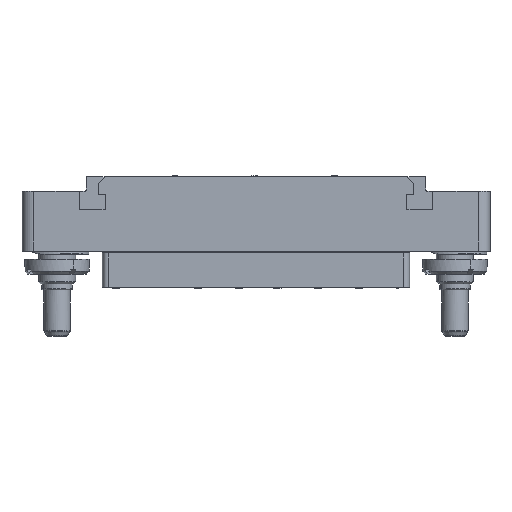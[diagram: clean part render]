
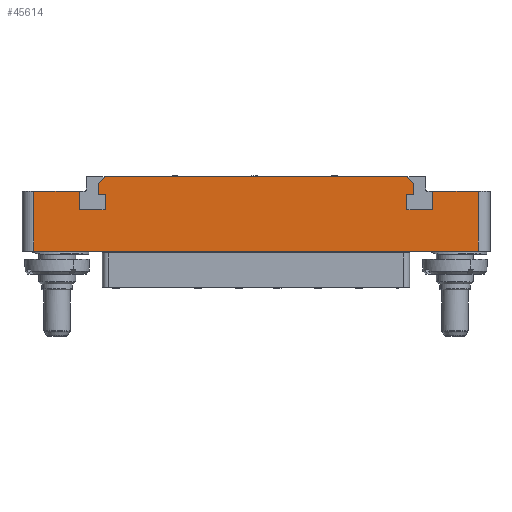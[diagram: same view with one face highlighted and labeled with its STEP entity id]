
A CAD part, top view. The second image highlights one B-rep face of the part: STEP entity #45614.
In plain terms, the highlighted planar face has unit normal (0, 0, 1).
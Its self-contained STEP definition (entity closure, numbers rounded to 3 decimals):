
#4313=DIRECTION('',(0.,-1.,0.));
#4314=VECTOR('',#4313,10.25);
#4315=CARTESIAN_POINT('',(-38.,10.25,7.));
#4316=LINE('',#4315,#4314);
#4331=DIRECTION('',(-1.,0.,0.));
#4332=VECTOR('',#4331,76.);
#4333=CARTESIAN_POINT('',(38.,0.,7.));
#4334=LINE('',#4333,#4332);
#4335=DIRECTION('',(1.,0.,0.));
#4336=VECTOR('',#4335,7.8);
#4337=CARTESIAN_POINT('',(-38.,10.25,7.));
#4338=LINE('',#4337,#4336);
#4339=DIRECTION('',(0.,-1.,0.));
#4340=VECTOR('',#4339,3.2);
#4341=CARTESIAN_POINT('',(-30.2,10.25,7.));
#4342=LINE('',#4341,#4340);
#4343=DIRECTION('',(1.,0.,0.));
#4344=VECTOR('',#4343,4.4);
#4345=CARTESIAN_POINT('',(-30.2,7.05,7.));
#4346=LINE('',#4345,#4344);
#4347=DIRECTION('',(0.,1.,0.));
#4348=VECTOR('',#4347,2.6);
#4349=CARTESIAN_POINT('',(-25.8,7.05,7.));
#4350=LINE('',#4349,#4348);
#4351=DIRECTION('',(-1.,0.,0.));
#4352=VECTOR('',#4351,1.2);
#4353=CARTESIAN_POINT('',(-25.8,9.65,7.));
#4354=LINE('',#4353,#4352);
#4355=DIRECTION('',(0.,-1.,0.));
#4356=VECTOR('',#4355,1.9);
#4357=CARTESIAN_POINT('',(-27.,11.55,7.));
#4358=LINE('',#4357,#4356);
#4359=DIRECTION('',(1.,0.,0.));
#4360=VECTOR('',#4359,51.6);
#4361=CARTESIAN_POINT('',(-25.8,12.75,7.));
#4362=LINE('',#4361,#4360);
#4363=DIRECTION('',(0.,-1.,0.));
#4364=VECTOR('',#4363,1.9);
#4365=CARTESIAN_POINT('',(27.,11.55,7.));
#4366=LINE('',#4365,#4364);
#4367=DIRECTION('',(-1.,0.,0.));
#4368=VECTOR('',#4367,1.2);
#4369=CARTESIAN_POINT('',(27.,9.65,7.));
#4370=LINE('',#4369,#4368);
#4371=DIRECTION('',(0.,-1.,0.));
#4372=VECTOR('',#4371,2.6);
#4373=CARTESIAN_POINT('',(25.8,9.65,7.));
#4374=LINE('',#4373,#4372);
#4375=DIRECTION('',(1.,0.,0.));
#4376=VECTOR('',#4375,4.4);
#4377=CARTESIAN_POINT('',(25.8,7.05,7.));
#4378=LINE('',#4377,#4376);
#4379=DIRECTION('',(0.,1.,0.));
#4380=VECTOR('',#4379,3.2);
#4381=CARTESIAN_POINT('',(30.2,7.05,7.));
#4382=LINE('',#4381,#4380);
#4383=DIRECTION('',(1.,0.,0.));
#4384=VECTOR('',#4383,7.8);
#4385=CARTESIAN_POINT('',(30.2,10.25,7.));
#4386=LINE('',#4385,#4384);
#4387=DIRECTION('',(0.,1.,0.));
#4388=VECTOR('',#4387,10.25);
#4389=CARTESIAN_POINT('',(38.,0.,7.));
#4390=LINE('',#4389,#4388);
#28370=DIRECTION('',(-0.707,-0.707,0.));
#28371=VECTOR('',#28370,1.697);
#28372=CARTESIAN_POINT('',(-25.8,12.75,7.));
#28373=LINE('',#28372,#28371);
#28394=DIRECTION('',(0.707,-0.707,0.));
#28395=VECTOR('',#28394,1.697);
#28396=CARTESIAN_POINT('',(25.8,12.75,7.));
#28397=LINE('',#28396,#28395);
#34850=CARTESIAN_POINT('',(-30.2,10.25,7.));
#34851=CARTESIAN_POINT('',(-30.2,7.05,7.));
#34852=VERTEX_POINT('',#34850);
#34853=VERTEX_POINT('',#34851);
#34854=CARTESIAN_POINT('',(-25.8,7.05,7.));
#34855=VERTEX_POINT('',#34854);
#34856=CARTESIAN_POINT('',(-25.8,9.65,7.));
#34857=VERTEX_POINT('',#34856);
#34858=CARTESIAN_POINT('',(-27.,9.65,7.));
#34859=VERTEX_POINT('',#34858);
#34860=CARTESIAN_POINT('',(27.,9.65,7.));
#34861=CARTESIAN_POINT('',(25.8,9.65,7.));
#34862=VERTEX_POINT('',#34860);
#34863=VERTEX_POINT('',#34861);
#34864=CARTESIAN_POINT('',(25.8,7.05,7.));
#34865=VERTEX_POINT('',#34864);
#34866=CARTESIAN_POINT('',(30.2,7.05,7.));
#34867=VERTEX_POINT('',#34866);
#34868=CARTESIAN_POINT('',(30.2,10.25,7.));
#34869=VERTEX_POINT('',#34868);
#34874=CARTESIAN_POINT('',(-25.8,12.75,7.));
#34876=VERTEX_POINT('',#34874);
#34878=CARTESIAN_POINT('',(-27.,11.55,7.));
#34880=VERTEX_POINT('',#34878);
#34882=CARTESIAN_POINT('',(25.8,12.75,7.));
#34884=VERTEX_POINT('',#34882);
#34886=CARTESIAN_POINT('',(27.,11.55,7.));
#34888=VERTEX_POINT('',#34886);
#34978=CARTESIAN_POINT('',(38.,0.,7.));
#34979=CARTESIAN_POINT('',(38.,10.25,7.));
#34980=VERTEX_POINT('',#34978);
#34981=VERTEX_POINT('',#34979);
#34986=CARTESIAN_POINT('',(-38.,10.25,7.));
#34987=CARTESIAN_POINT('',(-38.,0.,7.));
#34988=VERTEX_POINT('',#34986);
#34989=VERTEX_POINT('',#34987);
#45575=CARTESIAN_POINT('',(0.,0.,7.));
#45576=DIRECTION('',(0.,0.,-1.));
#45577=DIRECTION('',(-1.,0.,0.));
#45578=AXIS2_PLACEMENT_3D('',#45575,#45576,#45577);
#45579=PLANE('',#45578);
#45581=ORIENTED_EDGE('',*,*,#45580,.F.);
#45583=ORIENTED_EDGE('',*,*,#45582,.T.);
#45584=ORIENTED_EDGE('',*,*,#45565,.F.);
#45585=ORIENTED_EDGE('',*,*,#45275,.T.);
#45587=ORIENTED_EDGE('',*,*,#45586,.T.);
#45589=ORIENTED_EDGE('',*,*,#45588,.T.);
#45591=ORIENTED_EDGE('',*,*,#45590,.T.);
#45593=ORIENTED_EDGE('',*,*,#45592,.T.);
#45595=ORIENTED_EDGE('',*,*,#45594,.F.);
#45597=ORIENTED_EDGE('',*,*,#45596,.F.);
#45598=ORIENTED_EDGE('',*,*,#44692,.T.);
#45600=ORIENTED_EDGE('',*,*,#45599,.T.);
#45602=ORIENTED_EDGE('',*,*,#45601,.T.);
#45604=ORIENTED_EDGE('',*,*,#45603,.T.);
#45606=ORIENTED_EDGE('',*,*,#45605,.T.);
#45608=ORIENTED_EDGE('',*,*,#45607,.T.);
#45610=ORIENTED_EDGE('',*,*,#45609,.T.);
#45611=ORIENTED_EDGE('',*,*,#44766,.T.);
#45612=EDGE_LOOP('',(#45581,#45583,#45584,#45585,#45587,#45589,#45591,#45593,
#45595,#45597,#45598,#45600,#45602,#45604,#45606,#45608,#45610,#45611));
#45613=FACE_OUTER_BOUND('',#45612,.F.);
#45614=ADVANCED_FACE('',(#45613),#45579,.F.);
#44692=EDGE_CURVE('',#34876,#34884,#4362,.T.);
#44766=EDGE_CURVE('',#34869,#34981,#4386,.T.);
#45275=EDGE_CURVE('',#34988,#34852,#4338,.T.);
#45565=EDGE_CURVE('',#34988,#34989,#4316,.T.);
#45580=EDGE_CURVE('',#34980,#34981,#4390,.T.);
#45582=EDGE_CURVE('',#34980,#34989,#4334,.T.);
#45586=EDGE_CURVE('',#34852,#34853,#4342,.T.);
#45588=EDGE_CURVE('',#34853,#34855,#4346,.T.);
#45590=EDGE_CURVE('',#34855,#34857,#4350,.T.);
#45592=EDGE_CURVE('',#34857,#34859,#4354,.T.);
#45594=EDGE_CURVE('',#34880,#34859,#4358,.T.);
#45596=EDGE_CURVE('',#34876,#34880,#28373,.T.);
#45599=EDGE_CURVE('',#34884,#34888,#28397,.T.);
#45601=EDGE_CURVE('',#34888,#34862,#4366,.T.);
#45603=EDGE_CURVE('',#34862,#34863,#4370,.T.);
#45605=EDGE_CURVE('',#34863,#34865,#4374,.T.);
#45607=EDGE_CURVE('',#34865,#34867,#4378,.T.);
#45609=EDGE_CURVE('',#34867,#34869,#4382,.T.);
